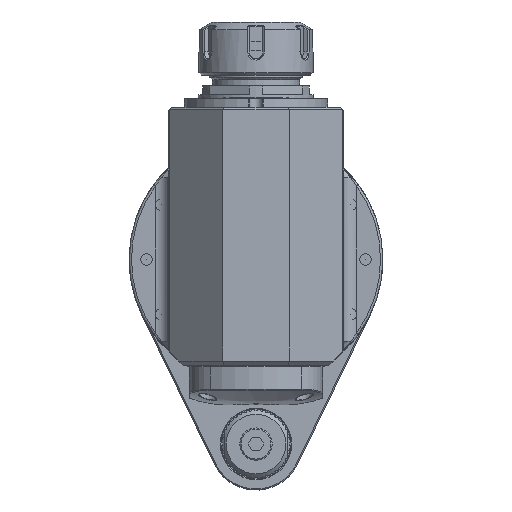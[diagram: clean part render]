
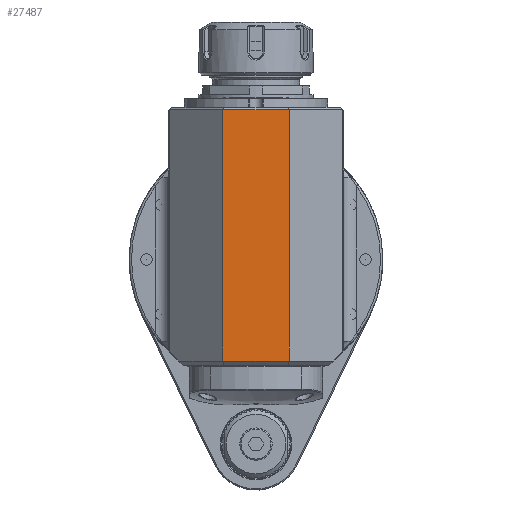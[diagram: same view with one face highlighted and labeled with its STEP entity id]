
A CAD part, front view. The second image highlights one B-rep face of the part: STEP entity #27487.
In plain terms, the highlighted planar face has unit normal (0, -1, 0).
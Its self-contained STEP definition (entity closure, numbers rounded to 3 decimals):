
#3718=FACE_OUTER_BOUND('',#5417,.T.);
#5417=EDGE_LOOP('',(#21078,#21079,#21080,#21081));
#7407=LINE('',#44718,#9604);
#7447=LINE('',#44832,#9644);
#7449=LINE('',#44836,#9646);
#7450=LINE('',#44838,#9647);
#9604=VECTOR('',#34525,109.);
#9644=VECTOR('',#34637,109.);
#9646=VECTOR('',#34643,29.);
#9647=VECTOR('',#34646,29.);
#12014=VERTEX_POINT('',#44713);
#12015=VERTEX_POINT('',#44717);
#12047=VERTEX_POINT('',#44808);
#12053=VERTEX_POINT('',#44830);
#15290=EDGE_CURVE('',#12014,#12015,#7407,.T.);
#15349=EDGE_CURVE('',#12053,#12047,#7447,.T.);
#15351=EDGE_CURVE('',#12053,#12014,#7449,.T.);
#15352=EDGE_CURVE('',#12015,#12047,#7450,.T.);
#21078=ORIENTED_EDGE('',*,*,#15351,.F.);
#21079=ORIENTED_EDGE('',*,*,#15349,.T.);
#21080=ORIENTED_EDGE('',*,*,#15352,.F.);
#21081=ORIENTED_EDGE('',*,*,#15290,.F.);
#26460=PLANE('',#29800);
#27487=ADVANCED_FACE('',(#3718),#26460,.T.);
#29800=AXIS2_PLACEMENT_3D('',#44837,#34644,#34645);
#34525=DIRECTION('',(0.,0.,-1.));
#34637=DIRECTION('',(0.,0.,-1.));
#34643=DIRECTION('',(1.,0.,0.));
#34644=DIRECTION('center_axis',(0.,-1.,0.));
#34645=DIRECTION('ref_axis',(1.,0.,0.));
#34646=DIRECTION('',(-1.,0.,0.));
#44713=CARTESIAN_POINT('',(14.5,-369.5,65.));
#44717=CARTESIAN_POINT('',(14.5,-369.5,-44.));
#44718=CARTESIAN_POINT('',(14.5,-369.5,65.));
#44808=CARTESIAN_POINT('',(-14.5,-369.5,-44.));
#44830=CARTESIAN_POINT('',(-14.5,-369.5,65.));
#44832=CARTESIAN_POINT('',(-14.5,-369.5,65.));
#44836=CARTESIAN_POINT('',(-14.5,-369.5,65.));
#44837=CARTESIAN_POINT('Origin',(-37.5,-369.5,-46.));
#44838=CARTESIAN_POINT('',(14.5,-369.5,-44.));
